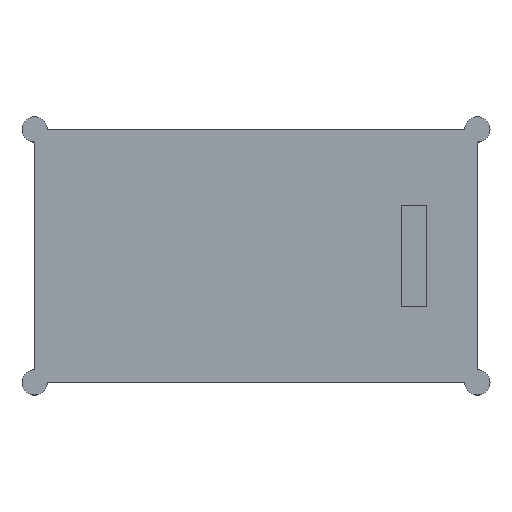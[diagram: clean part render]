
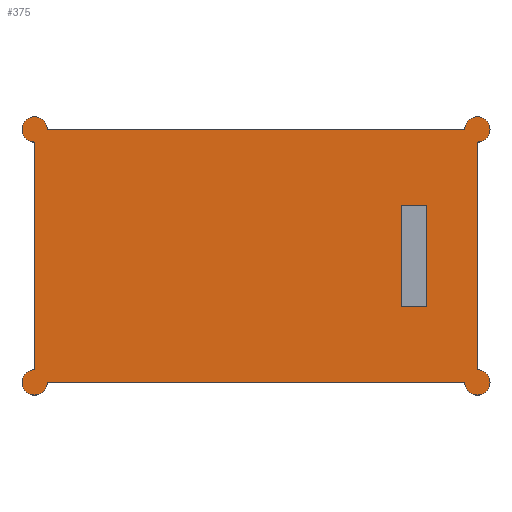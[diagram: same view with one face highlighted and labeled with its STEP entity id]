
A CAD part, top view. The second image highlights one B-rep face of the part: STEP entity #375.
In plain terms, the highlighted planar face has unit normal (0, 0, 1).
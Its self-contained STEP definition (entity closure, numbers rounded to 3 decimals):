
#14=FACE_BOUND('',#72,.T.);
#27=PLANE('',#418);
#50=FACE_OUTER_BOUND('',#71,.T.);
#71=EDGE_LOOP('',(#299,#300,#301,#302,#303,#304,#305,#306,#307,#308));
#72=EDGE_LOOP('',(#309,#310,#311,#312));
#86=LINE('',#581,#120);
#93=LINE('',#635,#127);
#95=LINE('',#646,#129);
#99=LINE('',#654,#133);
#102=LINE('',#660,#136);
#105=LINE('',#665,#139);
#107=LINE('',#672,#141);
#108=LINE('',#681,#142);
#120=VECTOR('',#444,10.);
#127=VECTOR('',#469,10.);
#129=VECTOR('',#481,10.);
#133=VECTOR('',#487,10.);
#136=VECTOR('',#492,10.);
#139=VECTOR('',#497,10.);
#141=VECTOR('',#505,10.);
#142=VECTOR('',#514,10.);
#159=CIRCLE('',#419,1.);
#160=CIRCLE('',#420,1.);
#161=CIRCLE('',#421,1.);
#162=CIRCLE('',#422,1.);
#163=CIRCLE('',#423,1.);
#164=CIRCLE('',#424,1.);
#171=VERTEX_POINT('',#578);
#172=VERTEX_POINT('',#580);
#181=VERTEX_POINT('',#632);
#182=VERTEX_POINT('',#634);
#185=VERTEX_POINT('',#644);
#186=VERTEX_POINT('',#645);
#189=VERTEX_POINT('',#653);
#191=VERTEX_POINT('',#659);
#193=VERTEX_POINT('',#669);
#194=VERTEX_POINT('',#671);
#195=VERTEX_POINT('',#673);
#196=VERTEX_POINT('',#676);
#197=VERTEX_POINT('',#678);
#198=VERTEX_POINT('',#680);
#206=EDGE_CURVE('',#172,#171,#86,.T.);
#219=EDGE_CURVE('',#182,#181,#93,.T.);
#223=EDGE_CURVE('',#185,#186,#95,.T.);
#227=EDGE_CURVE('',#189,#185,#99,.T.);
#230=EDGE_CURVE('',#191,#189,#102,.T.);
#233=EDGE_CURVE('',#186,#191,#105,.T.);
#235=EDGE_CURVE('',#171,#193,#159,.T.);
#236=EDGE_CURVE('',#193,#194,#107,.T.);
#237=EDGE_CURVE('',#194,#195,#160,.T.);
#238=EDGE_CURVE('',#195,#182,#161,.T.);
#239=EDGE_CURVE('',#181,#196,#162,.T.);
#240=EDGE_CURVE('',#196,#197,#163,.T.);
#241=EDGE_CURVE('',#197,#198,#108,.T.);
#242=EDGE_CURVE('',#198,#172,#164,.T.);
#299=ORIENTED_EDGE('',*,*,#235,.T.);
#300=ORIENTED_EDGE('',*,*,#236,.T.);
#301=ORIENTED_EDGE('',*,*,#237,.T.);
#302=ORIENTED_EDGE('',*,*,#238,.T.);
#303=ORIENTED_EDGE('',*,*,#219,.T.);
#304=ORIENTED_EDGE('',*,*,#239,.T.);
#305=ORIENTED_EDGE('',*,*,#240,.T.);
#306=ORIENTED_EDGE('',*,*,#241,.T.);
#307=ORIENTED_EDGE('',*,*,#242,.T.);
#308=ORIENTED_EDGE('',*,*,#206,.T.);
#309=ORIENTED_EDGE('',*,*,#223,.T.);
#310=ORIENTED_EDGE('',*,*,#233,.T.);
#311=ORIENTED_EDGE('',*,*,#230,.T.);
#312=ORIENTED_EDGE('',*,*,#227,.T.);
#375=ADVANCED_FACE('',(#50,#14),#27,.T.);
#418=AXIS2_PLACEMENT_3D('',#668,#501,#502);
#419=AXIS2_PLACEMENT_3D('',#670,#503,#504);
#420=AXIS2_PLACEMENT_3D('',#674,#506,#507);
#421=AXIS2_PLACEMENT_3D('',#675,#508,#509);
#422=AXIS2_PLACEMENT_3D('',#677,#510,#511);
#423=AXIS2_PLACEMENT_3D('',#679,#512,#513);
#424=AXIS2_PLACEMENT_3D('',#682,#515,#516);
#444=DIRECTION('',(0.,1.,0.));
#469=DIRECTION('',(0.,-1.,0.));
#481=DIRECTION('',(-1.,0.,0.));
#487=DIRECTION('',(0.,-1.,0.));
#492=DIRECTION('',(1.,0.,0.));
#497=DIRECTION('',(0.,1.,0.));
#501=DIRECTION('center_axis',(0.,0.,1.));
#502=DIRECTION('ref_axis',(1.,0.,0.));
#503=DIRECTION('center_axis',(0.,0.,1.));
#504=DIRECTION('ref_axis',(1.,0.,0.));
#505=DIRECTION('',(-1.,0.,0.));
#506=DIRECTION('center_axis',(0.,0.,1.));
#507=DIRECTION('ref_axis',(1.,0.,0.));
#508=DIRECTION('center_axis',(0.,0.,1.));
#509=DIRECTION('ref_axis',(1.,0.,0.));
#510=DIRECTION('center_axis',(0.,0.,1.));
#511=DIRECTION('ref_axis',(1.,0.,0.));
#512=DIRECTION('center_axis',(0.,0.,1.));
#513=DIRECTION('ref_axis',(1.,0.,0.));
#514=DIRECTION('',(1.,0.,0.));
#515=DIRECTION('center_axis',(0.,0.,1.));
#516=DIRECTION('ref_axis',(1.,0.,0.));
#578=CARTESIAN_POINT('',(35.,-21.,10.));
#580=CARTESIAN_POINT('',(35.,-39.,10.));
#581=CARTESIAN_POINT('',(35.,-20.,10.));
#632=CARTESIAN_POINT('',(0.,-39.,10.));
#634=CARTESIAN_POINT('',(0.,-21.,10.));
#635=CARTESIAN_POINT('',(0.,-40.,10.));
#644=CARTESIAN_POINT('',(31.,-34.,10.));
#645=CARTESIAN_POINT('',(29.,-34.,10.));
#646=CARTESIAN_POINT('',(24.25,-34.,10.));
#653=CARTESIAN_POINT('',(31.,-26.,10.));
#654=CARTESIAN_POINT('',(31.,-28.,10.));
#659=CARTESIAN_POINT('',(29.,-26.,10.));
#660=CARTESIAN_POINT('',(23.25,-26.,10.));
#665=CARTESIAN_POINT('',(29.,-32.,10.));
#668=CARTESIAN_POINT('Origin',(17.5,-30.,10.));
#669=CARTESIAN_POINT('',(34.,-20.,10.));
#670=CARTESIAN_POINT('Origin',(35.,-20.,10.));
#671=CARTESIAN_POINT('',(1.,-20.,10.));
#672=CARTESIAN_POINT('',(0.,-20.,10.));
#673=CARTESIAN_POINT('',(-1.,-20.,10.));
#674=CARTESIAN_POINT('Origin',(0.,-20.,10.));
#675=CARTESIAN_POINT('Origin',(0.,-20.,10.));
#676=CARTESIAN_POINT('',(-1.,-40.,10.));
#677=CARTESIAN_POINT('Origin',(0.,-40.,10.));
#678=CARTESIAN_POINT('',(1.,-40.,10.));
#679=CARTESIAN_POINT('Origin',(0.,-40.,10.));
#680=CARTESIAN_POINT('',(34.,-40.,10.));
#681=CARTESIAN_POINT('',(35.,-40.,10.));
#682=CARTESIAN_POINT('Origin',(35.,-40.,10.));
